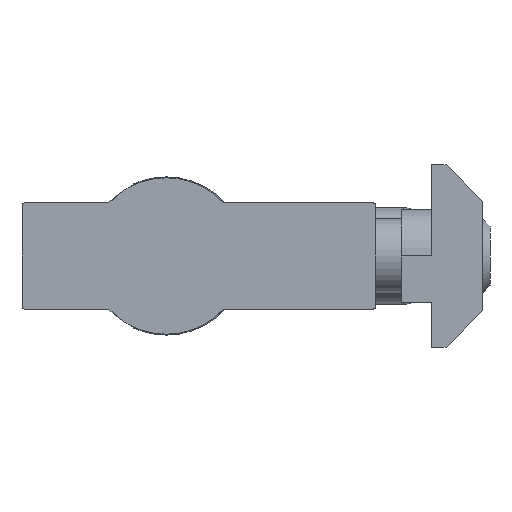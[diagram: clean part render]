
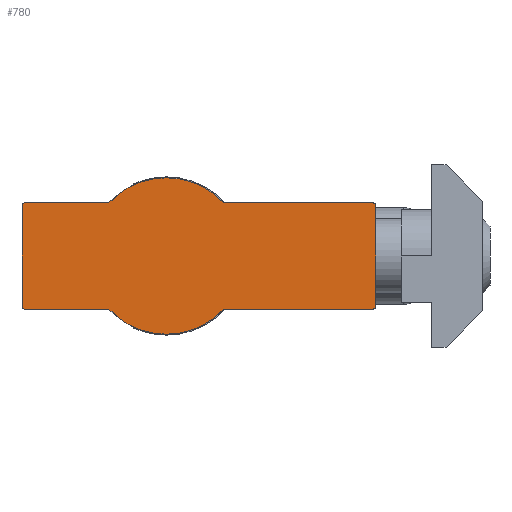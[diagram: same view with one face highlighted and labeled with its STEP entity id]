
A CAD part, left-side view. The second image highlights one B-rep face of the part: STEP entity #780.
In plain terms, the highlighted planar face has unit normal (-1, 0, 0).
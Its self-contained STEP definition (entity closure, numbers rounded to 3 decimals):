
#5 = VECTOR ( 'NONE', #487, 1000. ) ;
#163 = DIRECTION ( 'NONE',  ( 1., 0., 0. ) ) ;
#237 = VERTEX_POINT ( 'NONE', #4104 ) ;
#294 = DIRECTION ( 'NONE',  ( 0., -1., 0. ) ) ;
#317 = EDGE_CURVE ( 'NONE', #2433, #2837, #3308, .T. ) ;
#421 = VERTEX_POINT ( 'NONE', #1726 ) ;
#487 = DIRECTION ( 'NONE',  ( 0., 0., -1. ) ) ;
#493 = DIRECTION ( 'NONE',  ( 1., 0., 0. ) ) ;
#501 = AXIS2_PLACEMENT_3D ( 'NONE', #2827, #910, #2190 ) ;
#510 = DIRECTION ( 'NONE',  ( 0., 0., -1. ) ) ;
#519 = EDGE_CURVE ( 'NONE', #1056, #4009, #1397, .T. ) ;
#537 = DIRECTION ( 'NONE',  ( 0., 0., 1. ) ) ;
#547 = VECTOR ( 'NONE', #3824, 1000. ) ;
#569 = ORIENTED_EDGE ( 'NONE', *, *, #3703, .F. ) ;
#700 = LINE ( 'NONE', #3417, #805 ) ;
#704 = CIRCLE ( 'NONE', #1549, 8.4 ) ;
#707 = VERTEX_POINT ( 'NONE', #1959 ) ;
#758 = VERTEX_POINT ( 'NONE', #2984 ) ;
#776 = DIRECTION ( 'NONE',  ( 1., 0., 0. ) ) ;
#780 = ADVANCED_FACE ( 'NONE', ( #3993 ), #3101, .F. ) ;
#805 = VECTOR ( 'NONE', #1571, 1000. ) ;
#862 = EDGE_CURVE ( 'NONE', #3228, #2312, #2185, .T. ) ;
#882 = CARTESIAN_POINT ( 'NONE',  ( -45., 0., 0. ) ) ;
#910 = DIRECTION ( 'NONE',  ( 1., 0., 0. ) ) ;
#975 = CARTESIAN_POINT ( 'NONE',  ( -45., 6.17, -5.7 ) ) ;
#995 = CARTESIAN_POINT ( 'NONE',  ( -45., -22.5, 5.4 ) ) ;
#1056 = VERTEX_POINT ( 'NONE', #995 ) ;
#1149 = AXIS2_PLACEMENT_3D ( 'NONE', #3366, #1483, #1423 ) ;
#1170 = ORIENTED_EDGE ( 'NONE', *, *, #1643, .F. ) ;
#1333 = CARTESIAN_POINT ( 'NONE',  ( -45., 6.17, -5.7 ) ) ;
#1339 = DIRECTION ( 'NONE',  ( 1., 0., 0. ) ) ;
#1359 = CARTESIAN_POINT ( 'NONE',  ( -45., 15.2, 5.7 ) ) ;
#1362 = CARTESIAN_POINT ( 'NONE',  ( -45., -6.17, 5.7 ) ) ;
#1397 = LINE ( 'NONE', #2403, #5 ) ;
#1399 = CIRCLE ( 'NONE', #501, 8.4 ) ;
#1423 = DIRECTION ( 'NONE',  ( 0., 0., 1. ) ) ;
#1464 = DIRECTION ( 'NONE',  ( 0., 0., 1. ) ) ;
#1483 = DIRECTION ( 'NONE',  ( 1., 0., 0. ) ) ;
#1520 = CARTESIAN_POINT ( 'NONE',  ( -45., -6.17, -5.7 ) ) ;
#1523 = AXIS2_PLACEMENT_3D ( 'NONE', #2144, #163, #3998 ) ;
#1549 = AXIS2_PLACEMENT_3D ( 'NONE', #3012, #776, #1717 ) ;
#1571 = DIRECTION ( 'NONE',  ( 0., 1., 0. ) ) ;
#1573 = ORIENTED_EDGE ( 'NONE', *, *, #2242, .F. ) ;
#1580 = ORIENTED_EDGE ( 'NONE', *, *, #317, .F. ) ;
#1588 = CARTESIAN_POINT ( 'NONE',  ( -45., 15.5, -4.7 ) ) ;
#1642 = DIRECTION ( 'NONE',  ( 0., 1., 0. ) ) ;
#1643 = EDGE_CURVE ( 'NONE', #4009, #707, #3092, .T. ) ;
#1657 = DIRECTION ( 'NONE',  ( 0., 0., 1. ) ) ;
#1709 = LINE ( 'NONE', #1362, #2702 ) ;
#1717 = DIRECTION ( 'NONE',  ( 0., 0., 1. ) ) ;
#1723 = EDGE_CURVE ( 'NONE', #237, #421, #3919, .T. ) ;
#1726 = CARTESIAN_POINT ( 'NONE',  ( -45., 15.5, -5.4 ) ) ;
#1881 = ORIENTED_EDGE ( 'NONE', *, *, #3518, .F. ) ;
#1906 = VECTOR ( 'NONE', #1642, 1000. ) ;
#1942 = VERTEX_POINT ( 'NONE', #2204 ) ;
#1959 = CARTESIAN_POINT ( 'NONE',  ( -45., -22.2, -5.7 ) ) ;
#1984 = CARTESIAN_POINT ( 'NONE',  ( -45., -6.17, 5.7 ) ) ;
#2029 = VERTEX_POINT ( 'NONE', #1984 ) ;
#2077 = CIRCLE ( 'NONE', #1523, 0.3 ) ;
#2144 = CARTESIAN_POINT ( 'NONE',  ( -45., -22.2, 5.4 ) ) ;
#2185 = CIRCLE ( 'NONE', #4124, 8.4 ) ;
#2190 = DIRECTION ( 'NONE',  ( 0., 0., 1. ) ) ;
#2204 = CARTESIAN_POINT ( 'NONE',  ( -45., 15.5, 5.4 ) ) ;
#2237 = CARTESIAN_POINT ( 'NONE',  ( -45., 6.17, 5.7 ) ) ;
#2242 = EDGE_CURVE ( 'NONE', #3318, #1056, #2077, .T. ) ;
#2312 = VERTEX_POINT ( 'NONE', #975 ) ;
#2342 = ORIENTED_EDGE ( 'NONE', *, *, #2990, .F. ) ;
#2353 = VECTOR ( 'NONE', #294, 1000. ) ;
#2403 = CARTESIAN_POINT ( 'NONE',  ( -45., -22.5, 4.7 ) ) ;
#2429 = CARTESIAN_POINT ( 'NONE',  ( -45., 4.9, 0. ) ) ;
#2433 = VERTEX_POINT ( 'NONE', #1359 ) ;
#2462 = DIRECTION ( 'NONE',  ( 1., 0., 0. ) ) ;
#2472 = DIRECTION ( 'NONE',  ( 1., 0., 0. ) ) ;
#2559 = CARTESIAN_POINT ( 'NONE',  ( -45., -22.5, -5.4 ) ) ;
#2702 = VECTOR ( 'NONE', #3591, 1000. ) ;
#2784 = AXIS2_PLACEMENT_3D ( 'NONE', #3081, #2472, #1464 ) ;
#2827 = CARTESIAN_POINT ( 'NONE',  ( -45., 0., 0. ) ) ;
#2835 = CARTESIAN_POINT ( 'NONE',  ( -45., 7.4, 5.7 ) ) ;
#2837 = VERTEX_POINT ( 'NONE', #2237 ) ;
#2918 = AXIS2_PLACEMENT_3D ( 'NONE', #3257, #1339, #1657 ) ;
#2922 = CARTESIAN_POINT ( 'NONE',  ( -45., -22.2, 5.7 ) ) ;
#2950 = ORIENTED_EDGE ( 'NONE', *, *, #3413, .F. ) ;
#2970 = EDGE_CURVE ( 'NONE', #2837, #758, #704, .T. ) ;
#2984 = CARTESIAN_POINT ( 'NONE',  ( -45., 0., 8.4 ) ) ;
#2990 = EDGE_CURVE ( 'NONE', #1942, #2433, #3806, .T. ) ;
#3012 = CARTESIAN_POINT ( 'NONE',  ( -45., 0., 0. ) ) ;
#3065 = ORIENTED_EDGE ( 'NONE', *, *, #862, .F. ) ;
#3076 = AXIS2_PLACEMENT_3D ( 'NONE', #2429, #493, #510 ) ;
#3081 = CARTESIAN_POINT ( 'NONE',  ( -45., 15.2, 5.4 ) ) ;
#3092 = CIRCLE ( 'NONE', #2918, 0.3 ) ;
#3101 = PLANE ( 'NONE',  #3076 ) ;
#3135 = EDGE_CURVE ( 'NONE', #707, #3228, #700, .T. ) ;
#3228 = VERTEX_POINT ( 'NONE', #1520 ) ;
#3257 = CARTESIAN_POINT ( 'NONE',  ( -45., -22.2, -5.4 ) ) ;
#3283 = ORIENTED_EDGE ( 'NONE', *, *, #1723, .F. ) ;
#3308 = LINE ( 'NONE', #2835, #2353 ) ;
#3318 = VERTEX_POINT ( 'NONE', #2922 ) ;
#3366 = CARTESIAN_POINT ( 'NONE',  ( -45., 15.2, -5.4 ) ) ;
#3384 = ORIENTED_EDGE ( 'NONE', *, *, #519, .F. ) ;
#3404 = LINE ( 'NONE', #1333, #1906 ) ;
#3413 = EDGE_CURVE ( 'NONE', #2029, #3318, #1709, .T. ) ;
#3417 = CARTESIAN_POINT ( 'NONE',  ( -45., -19.8, -5.7 ) ) ;
#3478 = ORIENTED_EDGE ( 'NONE', *, *, #3753, .F. ) ;
#3518 = EDGE_CURVE ( 'NONE', #2312, #237, #3404, .T. ) ;
#3591 = DIRECTION ( 'NONE',  ( 0., -1., 0. ) ) ;
#3663 = ORIENTED_EDGE ( 'NONE', *, *, #2970, .F. ) ;
#3679 = EDGE_LOOP ( 'NONE', ( #3283, #1881, #3065, #3969, #1170, #3384, #1573, #2950, #3478, #3663, #1580, #2342, #569 ) ) ;
#3703 = EDGE_CURVE ( 'NONE', #421, #1942, #3848, .T. ) ;
#3753 = EDGE_CURVE ( 'NONE', #758, #2029, #1399, .T. ) ;
#3806 = CIRCLE ( 'NONE', #2784, 0.3 ) ;
#3824 = DIRECTION ( 'NONE',  ( 0., 0., 1. ) ) ;
#3848 = LINE ( 'NONE', #1588, #547 ) ;
#3919 = CIRCLE ( 'NONE', #1149, 0.3 ) ;
#3969 = ORIENTED_EDGE ( 'NONE', *, *, #3135, .F. ) ;
#3993 = FACE_OUTER_BOUND ( 'NONE', #3679, .T. ) ;
#3998 = DIRECTION ( 'NONE',  ( 0., 0., 1. ) ) ;
#4009 = VERTEX_POINT ( 'NONE', #2559 ) ;
#4104 = CARTESIAN_POINT ( 'NONE',  ( -45., 15.2, -5.7 ) ) ;
#4124 = AXIS2_PLACEMENT_3D ( 'NONE', #882, #2462, #537 ) ;
